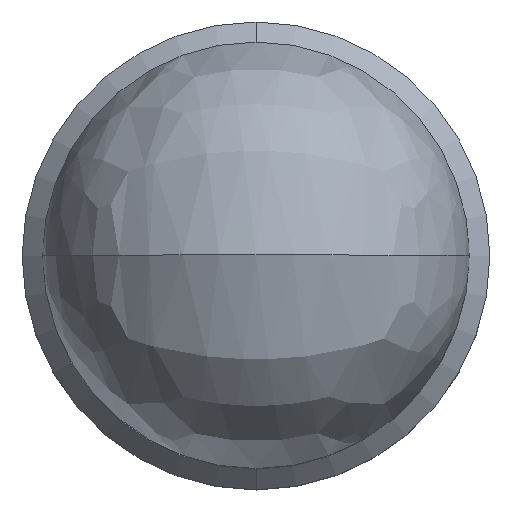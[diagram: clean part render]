
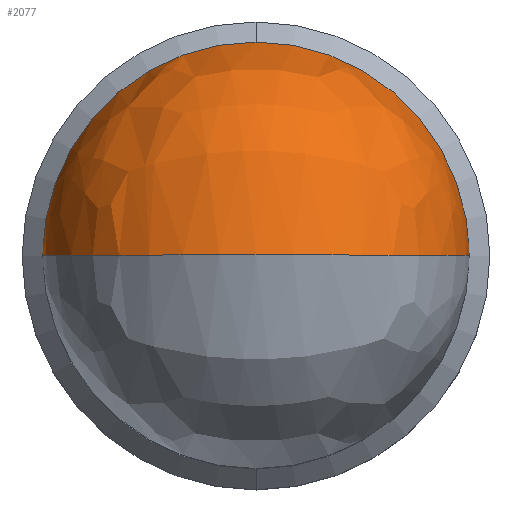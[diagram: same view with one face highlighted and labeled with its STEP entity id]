
A CAD part, top view. The second image highlights one B-rep face of the part: STEP entity #2077.
In plain terms, the highlighted free-form (B-spline) face has degree [3, 3] with [4, 4] control points.
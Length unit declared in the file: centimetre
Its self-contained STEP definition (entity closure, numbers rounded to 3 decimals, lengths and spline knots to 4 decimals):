
#7 = DIRECTION ( 'NONE',  ( 0., 0., 1. ) ) ;
#136 = AXIS2_PLACEMENT_3D ( 'NONE', #586, #951, #7 ) ;
#151 = CARTESIAN_POINT ( 'NONE',  ( 0.155, 0.635, -0.1816 ) ) ;
#206 = CARTESIAN_POINT ( 'NONE',  ( 0.155, 0.325, 0. ) ) ;
#241 = CARTESIAN_POINT ( 'NONE',  ( 0., 0.325, -0.155 ) ) ;
#340 = CARTESIAN_POINT ( 'NONE',  ( -0.155, 0.325, 0. ) ) ;
#351 = CARTESIAN_POINT ( 'NONE',  ( -0.155, 0.325, 0. ) ) ;
#440 = ORIENTED_EDGE ( 'NONE', *, *, #1965, .F. ) ;
#523 = CARTESIAN_POINT ( 'NONE',  ( -0.155, 0.635, 0. ) ) ;
#586 = CARTESIAN_POINT ( 'NONE',  ( 0., 0.325, 0. ) ) ;
#618 = EDGE_CURVE ( 'NONE', #1679, #1461, #2233, .T. ) ;
#662 = DIRECTION ( 'NONE',  ( 0., -1., 0. ) ) ;
#679 = CARTESIAN_POINT ( 'NONE',  ( 0., 0.325, 0. ) ) ;
#699 = FACE_OUTER_BOUND ( 'NONE', #1552, .T. ) ;
#720 = ORIENTED_EDGE ( 'NONE', *, *, #618, .F. ) ;
#750 = AXIS2_PLACEMENT_3D ( 'NONE', #679, #662, #1061 ) ;
#781 = ORIENTED_EDGE ( 'NONE', *, *, #1803, .F. ) ;
#901 = CARTESIAN_POINT ( 'NONE',  ( 0.155, 0.635, 0. ) ) ;
#951 = DIRECTION ( 'NONE',  ( 0., -1., 0. ) ) ;
#994 = CARTESIAN_POINT ( 'NONE',  ( -0.155, 0.325, 0. ) ) ;
#1020 = CIRCLE ( 'NONE', #750, 0.155 ) ;
#1061 = DIRECTION ( 'NONE',  ( 0., 0., 1. ) ) ;
#1098 = CARTESIAN_POINT ( 'NONE',  ( 0.155, 0.325, 0. ) ) ;
#1111 = CARTESIAN_POINT ( 'NONE',  ( -0.155, 0.635, -0.1816 ) ) ;
#1128 = AXIS2_PLACEMENT_3D ( 'NONE', #1846, #1982, #1327 ) ;
#1271 = CARTESIAN_POINT ( 'NONE',  ( -0.155, 0.325, -0.31 ) ) ;
#1327 = DIRECTION ( 'NONE',  ( 1., 0., 0. ) ) ;
#1334 = VERTEX_POINT ( 'NONE', #1772 ) ;
#1461 = VERTEX_POINT ( 'NONE', #241 ) ;
#1490 = CARTESIAN_POINT ( 'NONE',  ( 0.155, 0.325, 0. ) ) ;
#1552 = EDGE_LOOP ( 'NONE', ( #781, #440, #720 ) ) ;
#1679 = VERTEX_POINT ( 'NONE', #994 ) ;
#1768 =( BOUNDED_SURFACE ( )  B_SPLINE_SURFACE ( 3, 3, ( 
 ( #1490, #2001, #1098, #206 ),
 ( #1818, #2219, #151, #901 ),
 ( #1271, #1851, #1111, #523 ),
 ( #340, #2357, #351, #2054 ) ),
 .UNSPECIFIED., .F., .F., .F. ) 
 B_SPLINE_SURFACE_WITH_KNOTS ( ( 4, 4 ),
 ( 4, 4 ),
 ( 0., 1. ),
 ( 0., 1. ),
 .UNSPECIFIED. ) 
 GEOMETRIC_REPRESENTATION_ITEM ( )  RATIONAL_B_SPLINE_SURFACE ( (
 ( 1., 0.805, 0.805, 1.),
 ( 0.333, 0.268, 0.268, 0.333),
 ( 0.333, 0.268, 0.268, 0.333),
 ( 1., 0.805, 0.805, 1.) ) ) 
 REPRESENTATION_ITEM ( '' )  SURFACE ( )  );
#1772 = CARTESIAN_POINT ( 'NONE',  ( 0.155, 0.325, 0. ) ) ;
#1803 = EDGE_CURVE ( 'NONE', #1334, #1679, #2167, .T. ) ;
#1818 = CARTESIAN_POINT ( 'NONE',  ( 0.155, 0.325, -0.31 ) ) ;
#1846 = CARTESIAN_POINT ( 'NONE',  ( 0., 0.325, 0. ) ) ;
#1851 = CARTESIAN_POINT ( 'NONE',  ( -0.155, 0.5066, -0.31 ) ) ;
#1965 = EDGE_CURVE ( 'NONE', #1461, #1334, #1020, .T. ) ;
#1982 = DIRECTION ( 'NONE',  ( 0., 0., 1. ) ) ;
#2001 = CARTESIAN_POINT ( 'NONE',  ( 0.155, 0.325, 0. ) ) ;
#2054 = CARTESIAN_POINT ( 'NONE',  ( -0.155, 0.325, 0. ) ) ;
#2077 = ADVANCED_FACE ( 'NONE', ( #699 ), #1768, .T. ) ;
#2167 = CIRCLE ( 'NONE', #1128, 0.155 ) ;
#2219 = CARTESIAN_POINT ( 'NONE',  ( 0.155, 0.5066, -0.31 ) ) ;
#2233 = CIRCLE ( 'NONE', #136, 0.155 ) ;
#2357 = CARTESIAN_POINT ( 'NONE',  ( -0.155, 0.325, 0. ) ) ;
